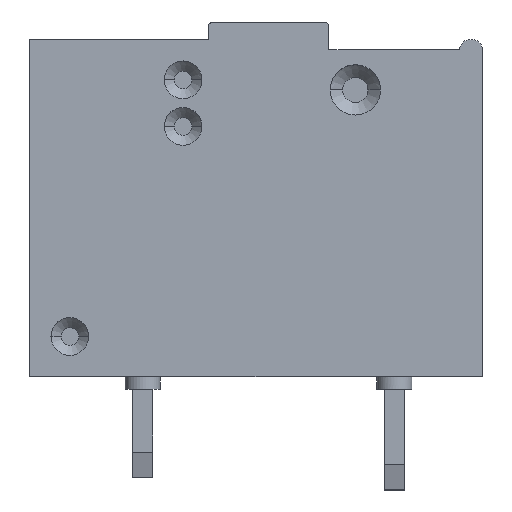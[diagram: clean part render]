
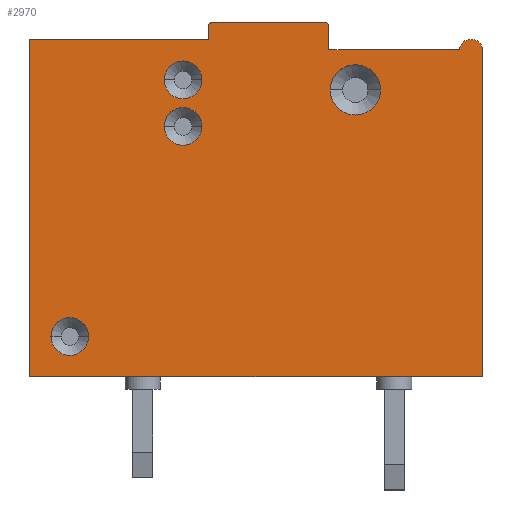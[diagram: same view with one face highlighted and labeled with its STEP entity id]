
A CAD part, top view. The second image highlights one B-rep face of the part: STEP entity #2970.
In plain terms, the highlighted planar face has unit normal (0, 0, 1).
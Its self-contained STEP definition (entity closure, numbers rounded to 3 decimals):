
#1220=CARTESIAN_POINT('',(0.,0.,2.5));
#1230=DIRECTION('',(0.,0.,1.));
#1240=DIRECTION('',(1.,0.,0.));
#1250=AXIS2_PLACEMENT_3D('',#1220,#1230,#1240);
#1260=PLANE('',#1250);
#1270=CARTESIAN_POINT('',(42.2,25.108,2.5));
#1280=DIRECTION('',(0.,1.,0.));
#1290=VECTOR('',#1280,1.);
#1300=LINE('',#1270,#1290);
#1310=CARTESIAN_POINT('',(42.2,32.232,2.5));
#1320=VERTEX_POINT('',#1310);
#1330=CARTESIAN_POINT('',(42.2,32.732,2.5));
#1340=VERTEX_POINT('',#1330);
#1350=EDGE_CURVE('',#1320,#1340,#1300,.T.);
#1360=ORIENTED_EDGE('',*,*,#1350,.F.);
#1370=CARTESIAN_POINT('',(42.4,32.732,2.5));
#1380=DIRECTION('',(0.,0.,-1.));
#1390=DIRECTION('',(-1.,0.,0.));
#1400=AXIS2_PLACEMENT_3D('',#1370,#1380,#1390);
#1410=CIRCLE('',#1400,0.2);
#1420=CARTESIAN_POINT('',(42.4,32.932,2.5));
#1430=VERTEX_POINT('',#1420);
#1440=EDGE_CURVE('',#1340,#1430,#1410,.T.);
#1450=ORIENTED_EDGE('',*,*,#1440,.F.);
#1460=CARTESIAN_POINT('',(44.741,32.932,2.5));
#1470=DIRECTION('',(1.,0.,0.));
#1480=VECTOR('',#1470,1.);
#1490=LINE('',#1460,#1480);
#1500=CARTESIAN_POINT('',(46.8,32.932,2.5));
#1510=VERTEX_POINT('',#1500);
#1520=EDGE_CURVE('',#1430,#1510,#1490,.T.);
#1530=ORIENTED_EDGE('',*,*,#1520,.F.);
#1540=CARTESIAN_POINT('',(46.8,32.732,2.5));
#1550=DIRECTION('',(0.,0.,-1.));
#1560=DIRECTION('',(-1.,0.,0.));
#1570=AXIS2_PLACEMENT_3D('',#1540,#1550,#1560);
#1580=CIRCLE('',#1570,0.2);
#1590=CARTESIAN_POINT('',(47.,32.732,2.5));
#1600=VERTEX_POINT('',#1590);
#1610=EDGE_CURVE('',#1510,#1600,#1580,.T.);
#1620=ORIENTED_EDGE('',*,*,#1610,.F.);
#1630=CARTESIAN_POINT('',(47.,25.108,2.5));
#1640=DIRECTION('',(0.,-1.,0.));
#1650=VECTOR('',#1640,1.);
#1660=LINE('',#1630,#1650);
#1670=CARTESIAN_POINT('',(47.,31.832,2.5));
#1680=VERTEX_POINT('',#1670);
#1690=EDGE_CURVE('',#1600,#1680,#1660,.T.);
#1700=ORIENTED_EDGE('',*,*,#1690,.F.);
#1710=CARTESIAN_POINT('',(44.741,31.832,2.5));
#1720=DIRECTION('',(-1.,0.,0.));
#1730=VECTOR('',#1720,1.);
#1740=LINE('',#1710,#1730);
#1750=CARTESIAN_POINT('',(52.2,31.832,2.5));
#1760=VERTEX_POINT('',#1750);
#1770=EDGE_CURVE('',#1760,#1680,#1740,.T.);
#1780=ORIENTED_EDGE('',*,*,#1770,.T.);
#1790=CARTESIAN_POINT('',(52.6,31.832,2.5));
#1800=DIRECTION('',(0.,0.,1.));
#1810=DIRECTION('',(1.,0.,0.));
#1820=AXIS2_PLACEMENT_3D('',#1790,#1800,#1810);
#1830=CIRCLE('',#1820,0.4);
#1840=CARTESIAN_POINT('',(52.6,32.232,2.5));
#1850=VERTEX_POINT('',#1840);
#1860=EDGE_CURVE('',#1850,#1760,#1830,.T.);
#1870=ORIENTED_EDGE('',*,*,#1860,.T.);
#1880=CARTESIAN_POINT('',(44.741,32.232,2.5));
#1890=DIRECTION('',(1.,0.,0.));
#1900=VECTOR('',#1890,1.);
#1910=LINE('',#1880,#1900);
#1920=CARTESIAN_POINT('',(52.7,32.232,2.5));
#1930=VERTEX_POINT('',#1920);
#1940=EDGE_CURVE('',#1850,#1930,#1910,.T.);
#1950=ORIENTED_EDGE('',*,*,#1940,.F.);
#1960=CARTESIAN_POINT('',(52.7,31.832,2.5));
#1970=DIRECTION('',(0.,0.,1.));
#1980=DIRECTION('',(1.,0.,0.));
#1990=AXIS2_PLACEMENT_3D('',#1960,#1970,#1980);
#2000=CIRCLE('',#1990,0.4);
#2010=CARTESIAN_POINT('',(53.1,31.832,2.5));
#2020=VERTEX_POINT('',#2010);
#2030=EDGE_CURVE('',#2020,#1930,#2000,.T.);
#2040=ORIENTED_EDGE('',*,*,#2030,.T.);
#2050=CARTESIAN_POINT('',(53.1,25.108,2.5));
#2060=DIRECTION('',(0.,-1.,0.));
#2070=VECTOR('',#2060,1.);
#2080=LINE('',#2050,#2070);
#2090=CARTESIAN_POINT('',(53.1,18.832,2.5));
#2100=VERTEX_POINT('',#2090);
#2110=EDGE_CURVE('',#2020,#2100,#2080,.T.);
#2120=ORIENTED_EDGE('',*,*,#2110,.F.);
#2130=CARTESIAN_POINT('',(44.741,18.832,2.5));
#2140=DIRECTION('',(-1.,0.,0.));
#2150=VECTOR('',#2140,1.);
#2160=LINE('',#2130,#2150);
#2170=CARTESIAN_POINT('',(35.1,18.832,2.5));
#2180=VERTEX_POINT('',#2170);
#2190=EDGE_CURVE('',#2100,#2180,#2160,.T.);
#2200=ORIENTED_EDGE('',*,*,#2190,.F.);
#2210=CARTESIAN_POINT('',(35.1,25.108,2.5));
#2220=DIRECTION('',(0.,1.,0.));
#2230=VECTOR('',#2220,1.);
#2240=LINE('',#2210,#2230);
#2250=CARTESIAN_POINT('',(35.1,32.232,2.5));
#2260=VERTEX_POINT('',#2250);
#2270=EDGE_CURVE('',#2180,#2260,#2240,.T.);
#2280=ORIENTED_EDGE('',*,*,#2270,.F.);
#2290=CARTESIAN_POINT('',(44.741,32.232,2.5));
#2300=DIRECTION('',(1.,0.,0.));
#2310=VECTOR('',#2300,1.);
#2320=LINE('',#2290,#2310);
#2330=EDGE_CURVE('',#2260,#1320,#2320,.T.);
#2340=ORIENTED_EDGE('',*,*,#2330,.F.);
#2350=EDGE_LOOP('',(#2340,#2280,#2200,#2120,#2040,#1950,#1870,#1780,
#1700,#1620,#1530,#1450,#1360));
#2360=FACE_OUTER_BOUND('',#2350,.T.);
#2370=CARTESIAN_POINT('',(48.05,30.232,2.5));
#2380=DIRECTION('',(0.,0.,-1.));
#2390=DIRECTION('',(-1.,0.,0.));
#2400=AXIS2_PLACEMENT_3D('',#2370,#2380,#2390);
#2410=CIRCLE('',#2400,1.);
#2420=CARTESIAN_POINT('',(47.05,30.232,2.5));
#2430=VERTEX_POINT('',#2420);
#2440=CARTESIAN_POINT('',(49.05,30.232,2.5));
#2450=VERTEX_POINT('',#2440);
#2460=EDGE_CURVE('',#2430,#2450,#2410,.T.);
#2470=ORIENTED_EDGE('',*,*,#2460,.T.);
#2480=EDGE_CURVE('',#2450,#2430,#2410,.T.);
#2490=ORIENTED_EDGE('',*,*,#2480,.T.);
#2500=EDGE_LOOP('',(#2490,#2470));
#2510=FACE_BOUND('',#2500,.T.);
#2520=CARTESIAN_POINT('',(41.2,30.632,2.5));
#2530=DIRECTION('',(0.,0.,-1.));
#2540=DIRECTION('',(-1.,0.,0.));
#2550=AXIS2_PLACEMENT_3D('',#2520,#2530,#2540);
#2560=CIRCLE('',#2550,0.75);
#2570=CARTESIAN_POINT('',(40.45,30.632,2.5));
#2580=VERTEX_POINT('',#2570);
#2590=CARTESIAN_POINT('',(41.95,30.632,2.5));
#2600=VERTEX_POINT('',#2590);
#2610=EDGE_CURVE('',#2580,#2600,#2560,.T.);
#2620=ORIENTED_EDGE('',*,*,#2610,.T.);
#2630=EDGE_CURVE('',#2600,#2580,#2560,.T.);
#2640=ORIENTED_EDGE('',*,*,#2630,.T.);
#2650=EDGE_LOOP('',(#2640,#2620));
#2660=FACE_BOUND('',#2650,.T.);
#2670=CARTESIAN_POINT('',(41.2,28.782,2.5));
#2680=DIRECTION('',(0.,0.,-1.));
#2690=DIRECTION('',(-1.,0.,0.));
#2700=AXIS2_PLACEMENT_3D('',#2670,#2680,#2690);
#2710=CIRCLE('',#2700,0.75);
#2720=CARTESIAN_POINT('',(40.45,28.782,2.5));
#2730=VERTEX_POINT('',#2720);
#2740=CARTESIAN_POINT('',(41.95,28.782,2.5));
#2750=VERTEX_POINT('',#2740);
#2760=EDGE_CURVE('',#2730,#2750,#2710,.T.);
#2770=ORIENTED_EDGE('',*,*,#2760,.T.);
#2780=EDGE_CURVE('',#2750,#2730,#2710,.T.);
#2790=ORIENTED_EDGE('',*,*,#2780,.T.);
#2800=EDGE_LOOP('',(#2790,#2770));
#2810=FACE_BOUND('',#2800,.T.);
#2820=CARTESIAN_POINT('',(36.7,20.432,2.5));
#2830=DIRECTION('',(0.,0.,-1.));
#2840=DIRECTION('',(-1.,0.,0.));
#2850=AXIS2_PLACEMENT_3D('',#2820,#2830,#2840);
#2860=CIRCLE('',#2850,0.75);
#2870=CARTESIAN_POINT('',(35.95,20.432,2.5));
#2880=VERTEX_POINT('',#2870);
#2890=CARTESIAN_POINT('',(37.45,20.432,2.5));
#2900=VERTEX_POINT('',#2890);
#2910=EDGE_CURVE('',#2880,#2900,#2860,.T.);
#2920=ORIENTED_EDGE('',*,*,#2910,.T.);
#2930=EDGE_CURVE('',#2900,#2880,#2860,.T.);
#2940=ORIENTED_EDGE('',*,*,#2930,.T.);
#2950=EDGE_LOOP('',(#2940,#2920));
#2960=FACE_BOUND('',#2950,.T.);
#2970=ADVANCED_FACE('kds',(#2360,#2510,#2660,#2810,#2960),#1260,.T.);
